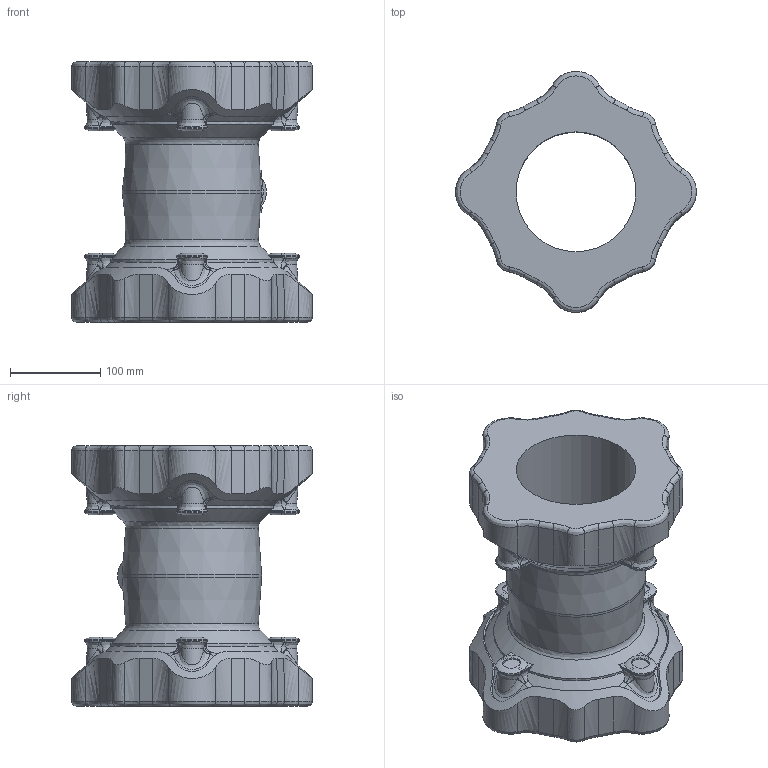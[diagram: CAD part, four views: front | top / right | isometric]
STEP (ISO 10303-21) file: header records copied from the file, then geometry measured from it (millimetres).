
FILE_DESCRIPTION (( 'STEP AP203' ), '1' );
FILE_NAME ('O_631_00_DN100_AA1_step.step', '2016-05-19T07:41:46', ( 'Windows User' ), ( 'AVK' ), 'SwSTEP 2.0', 'SolidWorks 2012', '' );
FILE_SCHEMA (( 'CONFIG_CONTROL_DESIGN' ));
Length unit declared in the file: millimetre
Products named in the file (1): O_631_00_DN100_AA1_step
Bounding box: 267.53 x 267.53 x 289 mm (x, y, z)
Volume: 4477655.1 mm3; surface area: 400567.2 mm2
Topology: 1 solids, 1 shells, 701 faces, 1844 edges, 1148 vertices
Faces by surface type: bspline 478, plane 99, cylinder 68, torus 29, cone 27
Full cylindrical faces by diameter (mm): 25 x1, 133 x1
Entity records: 43018 total; most frequent: CARTESIAN_POINT 29882, ORIENTED_EDGE 3660, EDGE_CURVE 1830, DIRECTION 1385, VERTEX_POINT 1144, B_SPLINE_CURVE_WITH_KNOTS 876, EDGE_LOOP 718, FACE_OUTER_BOUND 707
